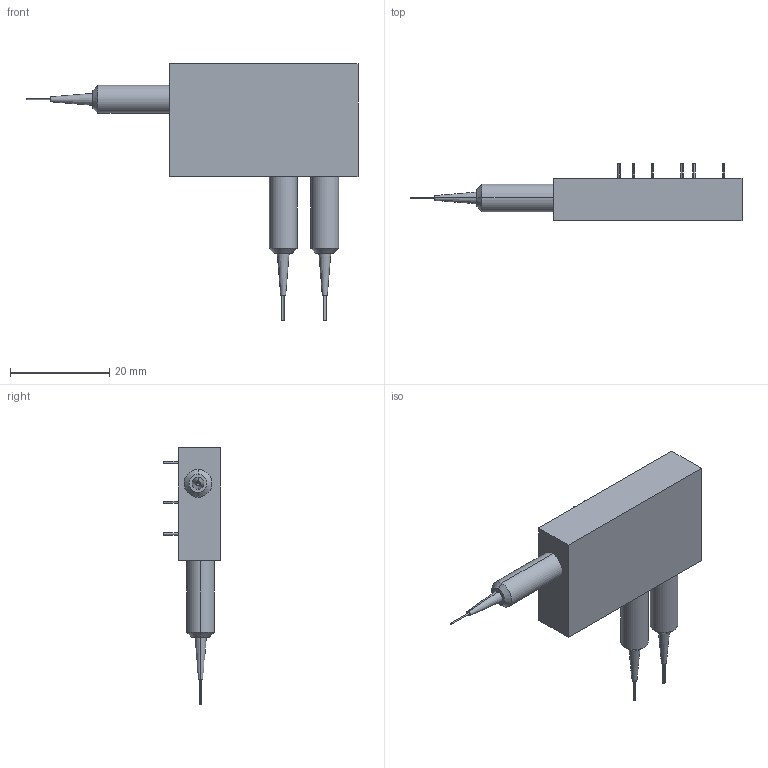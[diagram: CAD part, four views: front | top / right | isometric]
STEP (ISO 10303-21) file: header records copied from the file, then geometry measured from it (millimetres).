
FILE_DESCRIPTION (( 'STEP AP214' ), '1' );
FILE_NAME ('CL 1x4 switch.STEP', '2022-01-28T18:50:54', ( '' ), ( '' ), 'SwSTEP 2.0', 'SolidWorks 2021', '' );
FILE_SCHEMA (( 'AUTOMOTIVE_DESIGN' ));
Length unit declared in the file: millimetre
Products named in the file (1): CL 1x4 switch
Bounding box: 67 x 11.53 x 51.8 mm (x, y, z)
Volume: 8529.2 mm3; surface area: 3872.9 mm2
Topology: 1 solids, 1 shells, 114 faces, 228 edges, 150 vertices
Faces by surface type: cylinder 62, plane 40, cone 12
Entity records: 3060 total; most frequent: DIRECTION 600, CARTESIAN_POINT 493, ORIENTED_EDGE 456, AXIS2_PLACEMENT_3D 257, EDGE_CURVE 228, VERTEX_POINT 150, EDGE_LOOP 148, CIRCLE 142
